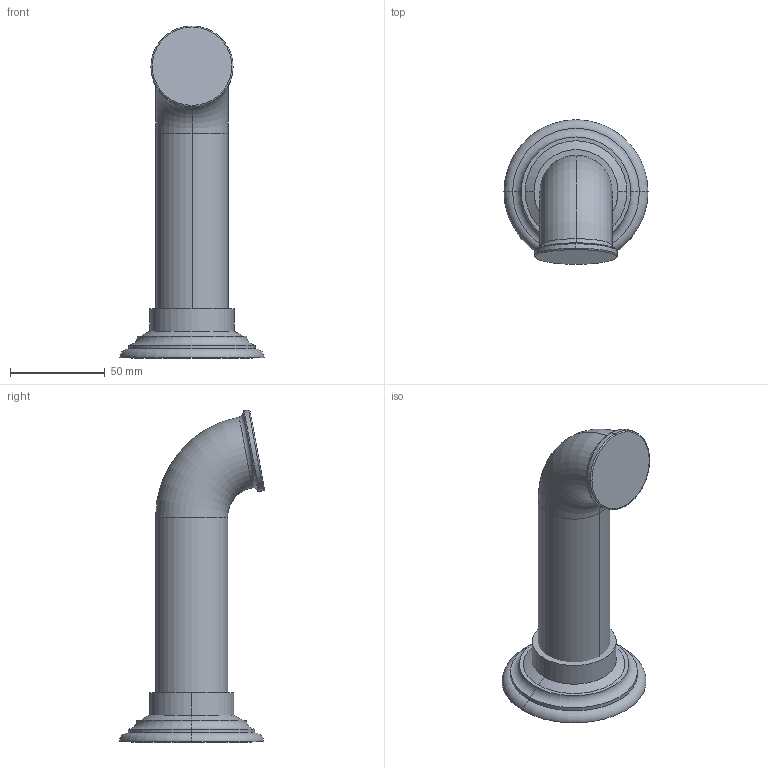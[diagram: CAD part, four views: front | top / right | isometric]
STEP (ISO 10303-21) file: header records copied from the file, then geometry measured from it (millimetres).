
FILE_DESCRIPTION((''),'2;1');
FILE_NAME('3-427_ASM','2021-01-26T08:09:27',('rsmith'),(''),'CREO PARAMETRIC BY PTC INC, 2018400','CREO PARAMETRIC BY PTC INC, 2018400','');
FILE_SCHEMA(('AUTOMOTIVE_DESIGN { 1 0 10303 214 1 1 1 1 }'));
Length unit declared in the file: inch
Products named in the file (5): 80224; 8-093_ASM; 80241; 8-094_ASM; 3-427_ASM
Assembly tree (4 placements, depth 3):
  3-427_ASM
    8-093_ASM
      80224
    8-094_ASM
      80241
Bounding box: 76.2 x 76.7 x 175.54 mm (x, y, z)
Volume: 262903.4 mm3; surface area: 35994.6 mm2
Topology: 2 solids, 2 shells, 30 faces, 56 edges, 32 vertices
Faces by surface type: torus 12, cylinder 10, plane 6, bspline 2
Entity records: 1314 total; most frequent: CARTESIAN_POINT 194, DIRECTION 180, COLOUR_RGB 146, ORIENTED_EDGE 112, AXIS2_PLACEMENT_3D 85, EDGE_CURVE 56, CIRCLE 46, VERTEX_POINT 32
